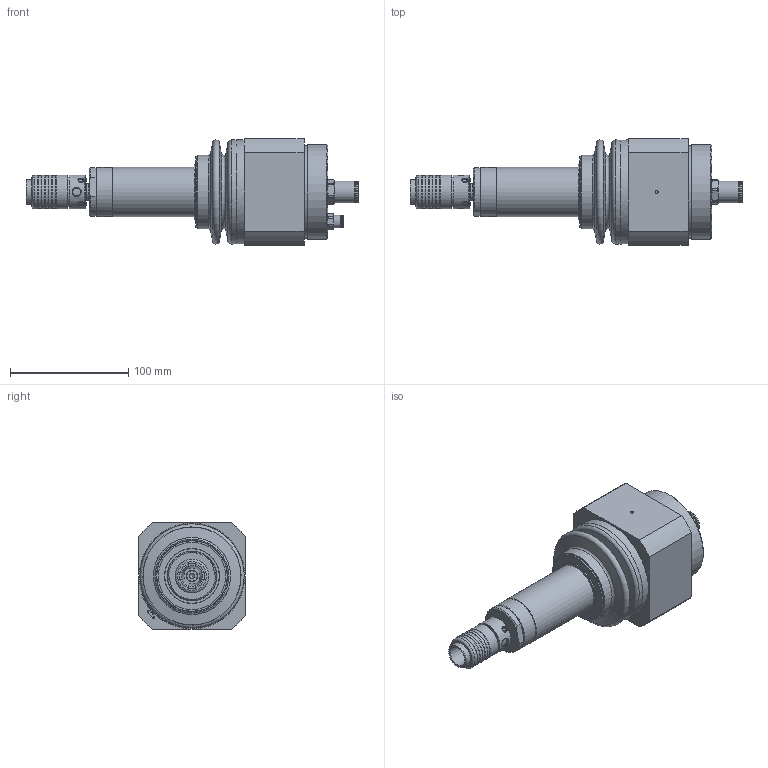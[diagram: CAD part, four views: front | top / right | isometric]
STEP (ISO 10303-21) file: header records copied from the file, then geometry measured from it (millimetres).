
FILE_DESCRIPTION(/* description */ (''),/* implementation_level */ '2;1');
FILE_NAME(/* name */ 'ESR 200 WS_60057915.stp',/* time_stamp */ '2019-05-17T11:58:16+02:00',/* author */ ('tpeskos'),/* organization */ (''),/* preprocessor_version */ 'ST-DEVELOPER v17',/* originating_system */ 'Autodesk Inventor 2018',/* authorisation */ '');
FILE_SCHEMA (('AUTOMOTIVE_DESIGN { 1 0 10303 214 3 1 1 }'));
Length unit declared in the file: millimetre
Products named in the file (1): ESR 200 WS_60057915
Bounding box: 280.55 x 90 x 90 mm (x, y, z)
Volume: 772224.8 mm3; surface area: 101124.9 mm2
Topology: 1 solids, 3 shells, 343 faces, 913 edges, 632 vertices
Faces by surface type: plane 127, cylinder 121, cone 67, torus 18, bspline 6, sphere 4
Full cylindrical faces by diameter (mm): 2.5 x1, 4 x1, 4.917 x4, 5.999 x2, 6 x3, 6.647 x2, 7.2 x1, 8.565 x1, 8.566 x1, 8.9 x1, 9 x1, 9.755 x1, 9.9 x1, 10.6 x1, 11.445 x2, 12 x1, 13.2 x1, 13.654 x1, 13.8 x1, 13.9 x1, 14 x2, 14.95 x1, 16 x1, 17 x1, 18 x1, 18.5 x2, 21 x1, 21.1 x1, 23 x1, 24.7 x1
Entity records: 13007 total; most frequent: CARTESIAN_POINT 3817, DIRECTION 1906, ORIENTED_EDGE 1824, EDGE_CURVE 912, AXIS2_PLACEMENT_3D 807, VERTEX_POINT 633, CIRCLE 453, EDGE_LOOP 407
